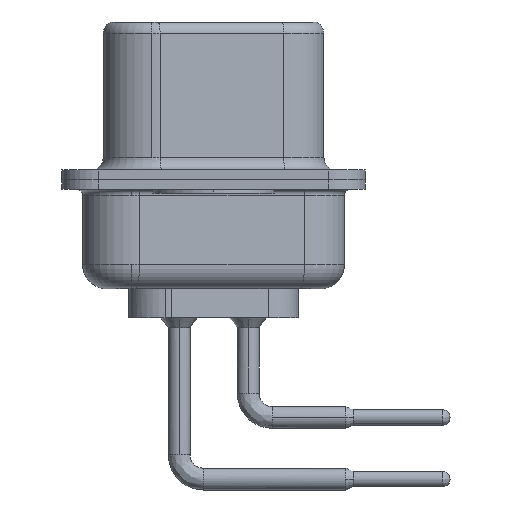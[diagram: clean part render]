
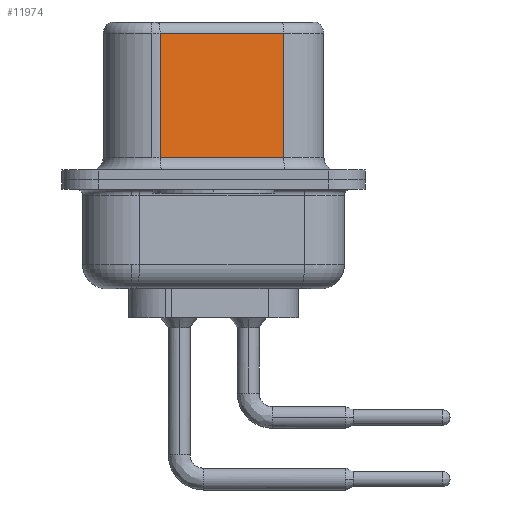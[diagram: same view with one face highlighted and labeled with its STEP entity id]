
A CAD part, left-side view. The second image highlights one B-rep face of the part: STEP entity #11974.
In plain terms, the highlighted planar face has unit normal (-0.985, -0.174, 0).
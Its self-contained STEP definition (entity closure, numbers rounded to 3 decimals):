
#392 = CARTESIAN_POINT ( 'NONE',  ( 4.58, -2.897, 6.02 ) ) ;
#603 = VERTEX_POINT ( 'NONE', #392 ) ;
#756 = EDGE_CURVE ( 'NONE', #603, #826, #14880, .T. ) ;
#826 = VERTEX_POINT ( 'NONE', #1591 ) ;
#1417 = DIRECTION ( 'NONE',  ( -0.174, 0.985, 0. ) ) ;
#1591 = CARTESIAN_POINT ( 'NONE',  ( 3.68, 2.203, 6.02 ) ) ;
#2233 = ORIENTED_EDGE ( 'NONE', *, *, #16780, .T. ) ;
#2578 = DIRECTION ( 'NONE',  ( 0., 0., -1. ) ) ;
#3194 = CARTESIAN_POINT ( 'NONE',  ( 4.58, -2.897, 0.9 ) ) ;
#4248 = VECTOR ( 'NONE', #1417, 1000. ) ;
#5302 = CARTESIAN_POINT ( 'NONE',  ( 4.58, -2.897, 0.9 ) ) ;
#6953 = CARTESIAN_POINT ( 'NONE',  ( 4.58, -2.897, 6.02 ) ) ;
#8117 = CARTESIAN_POINT ( 'NONE',  ( 4.58, -2.897, 6.52 ) ) ;
#8418 = CARTESIAN_POINT ( 'NONE',  ( 3.68, 2.203, 0.9 ) ) ;
#8526 = EDGE_LOOP ( 'NONE', ( #17573, #20265, #16754, #2233 ) ) ;
#9365 = CARTESIAN_POINT ( 'NONE',  ( 4.58, -2.897, 6.52 ) ) ;
#11266 = PLANE ( 'NONE',  #20519 ) ;
#11974 = ADVANCED_FACE ( 'NONE', ( #15766 ), #11266, .F. ) ;
#12915 = DIRECTION ( 'NONE',  ( 0.174, -0.985, 0. ) ) ;
#13228 = DIRECTION ( 'NONE',  ( -0.174, 0.985, 0. ) ) ;
#13706 = VERTEX_POINT ( 'NONE', #3194 ) ;
#13720 = LINE ( 'NONE', #17535, #21123 ) ;
#14544 = VECTOR ( 'NONE', #12915, 1000. ) ;
#14880 = LINE ( 'NONE', #6953, #4248 ) ;
#15766 = FACE_OUTER_BOUND ( 'NONE', #8526, .T. ) ;
#16754 = ORIENTED_EDGE ( 'NONE', *, *, #22259, .T. ) ;
#16780 = EDGE_CURVE ( 'NONE', #23959, #13706, #19377, .T. ) ;
#17535 = CARTESIAN_POINT ( 'NONE',  ( 3.68, 2.203, 6.52 ) ) ;
#17573 = ORIENTED_EDGE ( 'NONE', *, *, #23252, .F. ) ;
#18635 = DIRECTION ( 'NONE',  ( 0.985, 0.174, 0. ) ) ;
#19377 = LINE ( 'NONE', #5302, #14544 ) ;
#19959 = LINE ( 'NONE', #8117, #20523 ) ;
#20265 = ORIENTED_EDGE ( 'NONE', *, *, #756, .T. ) ;
#20519 = AXIS2_PLACEMENT_3D ( 'NONE', #9365, #18635, #13228 ) ;
#20523 = VECTOR ( 'NONE', #21146, 1000. ) ;
#21123 = VECTOR ( 'NONE', #2578, 1000. ) ;
#21146 = DIRECTION ( 'NONE',  ( 0., 0., -1. ) ) ;
#22259 = EDGE_CURVE ( 'NONE', #826, #23959, #13720, .T. ) ;
#23252 = EDGE_CURVE ( 'NONE', #603, #13706, #19959, .T. ) ;
#23959 = VERTEX_POINT ( 'NONE', #8418 ) ;
